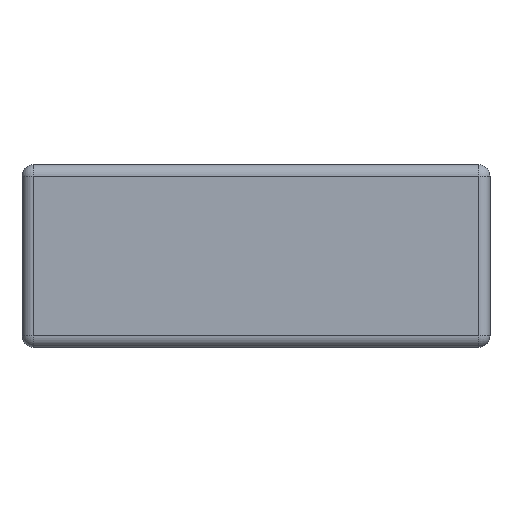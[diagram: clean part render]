
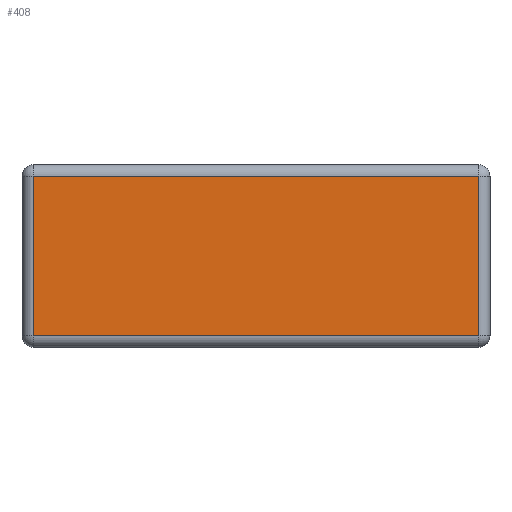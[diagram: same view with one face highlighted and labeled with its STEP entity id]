
A CAD part, left-side view. The second image highlights one B-rep face of the part: STEP entity #408.
In plain terms, the highlighted planar face has unit normal (-1, 0, 0).
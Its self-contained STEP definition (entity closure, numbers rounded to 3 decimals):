
#8 = LINE ( 'NONE', #14, #1292 ) ;
#14 = CARTESIAN_POINT ( 'NONE',  ( -6.05, -1.95, 1.6 ) ) ;
#26 = PLANE ( 'NONE',  #848 ) ;
#138 = DIRECTION ( 'NONE',  ( 1., 0., 0. ) ) ;
#291 = VERTEX_POINT ( 'NONE', #1384 ) ;
#350 = VECTOR ( 'NONE', #1550, 1000. ) ;
#408 = ADVANCED_FACE ( 'NONE', ( #757 ), #26, .F. ) ;
#453 = LINE ( 'NONE', #715, #471 ) ;
#464 = DIRECTION ( 'NONE',  ( 0., 1., 0. ) ) ;
#471 = VECTOR ( 'NONE', #1579, 1000. ) ;
#508 = ORIENTED_EDGE ( 'NONE', *, *, #1548, .T. ) ;
#527 = EDGE_CURVE ( 'NONE', #1333, #601, #453, .T. ) ;
#601 = VERTEX_POINT ( 'NONE', #1355 ) ;
#625 = DIRECTION ( 'NONE',  ( 0., 0., -1. ) ) ;
#632 = EDGE_CURVE ( 'NONE', #601, #291, #8, .T. ) ;
#715 = CARTESIAN_POINT ( 'NONE',  ( -6.05, 2.05, 0.1 ) ) ;
#757 = FACE_OUTER_BOUND ( 'NONE', #973, .T. ) ;
#781 = EDGE_CURVE ( 'NONE', #796, #1333, #1322, .T. ) ;
#796 = VERTEX_POINT ( 'NONE', #1197 ) ;
#848 = AXIS2_PLACEMENT_3D ( 'NONE', #1510, #138, #625 ) ;
#865 = ORIENTED_EDGE ( 'NONE', *, *, #632, .T. ) ;
#918 = ORIENTED_EDGE ( 'NONE', *, *, #527, .T. ) ;
#952 = ORIENTED_EDGE ( 'NONE', *, *, #781, .T. ) ;
#973 = EDGE_LOOP ( 'NONE', ( #865, #508, #952, #918 ) ) ;
#976 = VECTOR ( 'NONE', #464, 1000. ) ;
#1091 = LINE ( 'NONE', #1114, #976 ) ;
#1114 = CARTESIAN_POINT ( 'NONE',  ( -6.05, 1.95, 1.5 ) ) ;
#1197 = CARTESIAN_POINT ( 'NONE',  ( -6.05, 1.95, 1.5 ) ) ;
#1292 = VECTOR ( 'NONE', #1371, 1000. ) ;
#1322 = LINE ( 'NONE', #1332, #350 ) ;
#1332 = CARTESIAN_POINT ( 'NONE',  ( -6.05, 1.95, 1.6 ) ) ;
#1333 = VERTEX_POINT ( 'NONE', #1352 ) ;
#1352 = CARTESIAN_POINT ( 'NONE',  ( -6.05, 1.95, 0.1 ) ) ;
#1355 = CARTESIAN_POINT ( 'NONE',  ( -6.05, -1.95, 0.1 ) ) ;
#1371 = DIRECTION ( 'NONE',  ( 0., 0., 1. ) ) ;
#1384 = CARTESIAN_POINT ( 'NONE',  ( -6.05, -1.95, 1.5 ) ) ;
#1510 = CARTESIAN_POINT ( 'NONE',  ( -6.05, 2.05, 1.6 ) ) ;
#1548 = EDGE_CURVE ( 'NONE', #291, #796, #1091, .T. ) ;
#1550 = DIRECTION ( 'NONE',  ( 0., 0., -1. ) ) ;
#1579 = DIRECTION ( 'NONE',  ( 0., -1., 0. ) ) ;
